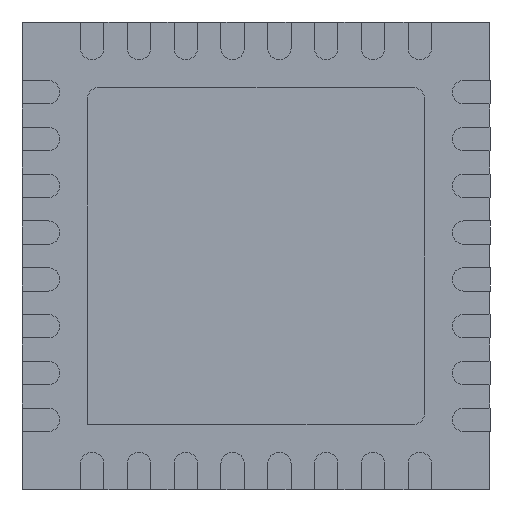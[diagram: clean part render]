
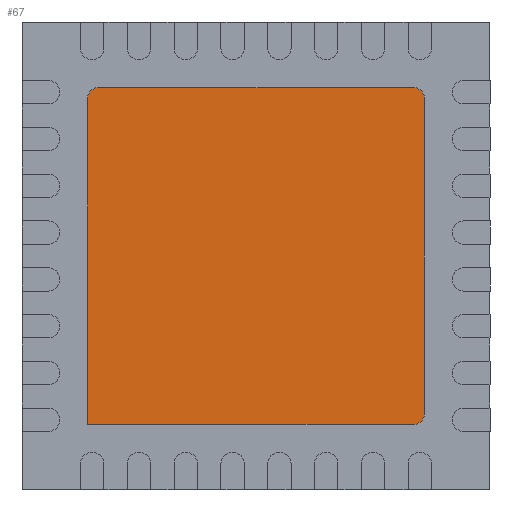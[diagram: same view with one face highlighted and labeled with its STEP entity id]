
A CAD part, front view. The second image highlights one B-rep face of the part: STEP entity #67.
In plain terms, the highlighted planar face has unit normal (0, -1, 0).
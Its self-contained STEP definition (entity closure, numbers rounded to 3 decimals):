
#20 = CARTESIAN_POINT ( 'NONE',  ( -1.8, -0.025, -1.8 ) ) ;
#67 = ADVANCED_FACE ( 'N', ( #10515 ), #5115, .T. ) ;
#98 = CARTESIAN_POINT ( 'NONE',  ( 1.8, -0.025, -1.711 ) ) ;
#317 = LINE ( 'NONE', #20, #5084 ) ;
#685 = ORIENTED_EDGE ( 'NONE', *, *, #7461, .F. ) ;
#913 = CARTESIAN_POINT ( 'NONE',  ( 1.68, -0.025, 1.8 ) ) ;
#946 = LINE ( 'NONE', #7020, #5712 ) ;
#951 = EDGE_CURVE ( 'NONE', #5093, #10976, #6733, .T. ) ;
#1083 = B_SPLINE_CURVE_WITH_KNOTS ( 'NONE', 3,
 ( #9500, #2874, #8554, #3832, #10456, #4801 ),
 .UNSPECIFIED., .F., .F.,
 ( 4, 2, 4 ),
 ( 0., 0.5, 1. ),
 .UNSPECIFIED. ) ;
#1148 = CARTESIAN_POINT ( 'NONE',  ( 1.8, -0.025, -1.68 ) ) ;
#1187 = CARTESIAN_POINT ( 'NONE',  ( -1.8, -0.025, -1.8 ) ) ;
#1609 = B_SPLINE_CURVE_WITH_KNOTS ( 'NONE', 3,
 ( #1148, #98, #9694, #4016, #10632, #4983 ),
 .UNSPECIFIED., .F., .F.,
 ( 4, 2, 4 ),
 ( 0., 0.5, 1. ),
 .UNSPECIFIED. ) ;
#1625 = AXIS2_PLACEMENT_3D ( 'NONE', #8968, #3296, #9926 ) ;
#1656 = CARTESIAN_POINT ( 'NONE',  ( -1.8, -0.025, 1.68 ) ) ;
#1831 = VERTEX_POINT ( 'NONE', #2331 ) ;
#1861 = CARTESIAN_POINT ( 'NONE',  ( -1.711, -0.025, 1.8 ) ) ;
#2053 = EDGE_CURVE ( 'NONE', #5837, #10045, #1083, .T. ) ;
#2331 = CARTESIAN_POINT ( 'NONE',  ( 1.68, -0.025, -1.8 ) ) ;
#2654 = LINE ( 'NONE', #7505, #7673 ) ;
#2874 = CARTESIAN_POINT ( 'NONE',  ( 1.711, -0.025, 1.8 ) ) ;
#3075 = CARTESIAN_POINT ( 'NONE',  ( -1.68, -0.025, 1.8 ) ) ;
#3296 = DIRECTION ( 'NONE',  ( 0., -1., 0. ) ) ;
#3828 = ORIENTED_EDGE ( 'NONE', *, *, #9196, .T. ) ;
#3832 = CARTESIAN_POINT ( 'NONE',  ( 1.787, -0.025, 1.743 ) ) ;
#4016 = CARTESIAN_POINT ( 'NONE',  ( 1.743, -0.025, -1.787 ) ) ;
#4694 = CARTESIAN_POINT ( 'NONE',  ( -1.8, -0.025, 1.68 ) ) ;
#4801 = CARTESIAN_POINT ( 'NONE',  ( 1.8, -0.025, 1.68 ) ) ;
#4983 = CARTESIAN_POINT ( 'NONE',  ( 1.68, -0.025, -1.8 ) ) ;
#5084 = VECTOR ( 'NONE', #5749, 1000. ) ;
#5093 = VERTEX_POINT ( 'NONE', #1656 ) ;
#5115 = PLANE ( 'NONE',  #1625 ) ;
#5234 = EDGE_LOOP ( 'NONE', ( #8929, #6616, #11037, #6352, #11449, #685, #3828 ) ) ;
#5712 = VECTOR ( 'NONE', #7965, 1000. ) ;
#5749 = DIRECTION ( 'NONE',  ( 1., 0., 0. ) ) ;
#5837 = VERTEX_POINT ( 'NONE', #913 ) ;
#6319 = VERTEX_POINT ( 'NONE', #1187 ) ;
#6352 = ORIENTED_EDGE ( 'NONE', *, *, #6660, .T. ) ;
#6457 = VECTOR ( 'NONE', #10621, 1000. ) ;
#6520 = CARTESIAN_POINT ( 'NONE',  ( 1.8, -0.025, 1.68 ) ) ;
#6588 = CARTESIAN_POINT ( 'NONE',  ( -1.8, -0.025, 1.711 ) ) ;
#6616 = ORIENTED_EDGE ( 'NONE', *, *, #10302, .T. ) ;
#6660 = EDGE_CURVE ( 'NONE', #5093, #6319, #2654, .T. ) ;
#6733 = B_SPLINE_CURVE_WITH_KNOTS ( 'NONE', 3,
 ( #4694, #6588, #12260, #7536, #1861, #8489 ),
 .UNSPECIFIED., .F., .F.,
 ( 4, 2, 4 ),
 ( 0., 0.5, 1. ),
 .UNSPECIFIED. ) ;
#7020 = CARTESIAN_POINT ( 'NONE',  ( 1.8, -0.025, -1.68 ) ) ;
#7461 = EDGE_CURVE ( 'NONE', #11206, #1831, #1609, .T. ) ;
#7505 = CARTESIAN_POINT ( 'NONE',  ( -1.8, -0.025, 1.68 ) ) ;
#7536 = CARTESIAN_POINT ( 'NONE',  ( -1.743, -0.025, 1.787 ) ) ;
#7673 = VECTOR ( 'NONE', #11224, 1000. ) ;
#7965 = DIRECTION ( 'NONE',  ( 0., 0., 1. ) ) ;
#8489 = CARTESIAN_POINT ( 'NONE',  ( -1.68, -0.025, 1.8 ) ) ;
#8554 = CARTESIAN_POINT ( 'NONE',  ( 1.743, -0.025, 1.787 ) ) ;
#8929 = ORIENTED_EDGE ( 'NONE', *, *, #2053, .F. ) ;
#8968 = CARTESIAN_POINT ( 'NONE',  ( -1.8, -0.025, 1.8 ) ) ;
#9010 = CARTESIAN_POINT ( 'NONE',  ( 1.8, -0.025, -1.68 ) ) ;
#9196 = EDGE_CURVE ( 'NONE', #11206, #10045, #946, .T. ) ;
#9500 = CARTESIAN_POINT ( 'NONE',  ( 1.68, -0.025, 1.8 ) ) ;
#9685 = CARTESIAN_POINT ( 'NONE',  ( 1.68, -0.025, 1.8 ) ) ;
#9694 = CARTESIAN_POINT ( 'NONE',  ( 1.787, -0.025, -1.743 ) ) ;
#9926 = DIRECTION ( 'NONE',  ( 0., 0., -1. ) ) ;
#10045 = VERTEX_POINT ( 'NONE', #6520 ) ;
#10302 = EDGE_CURVE ( 'NONE', #5837, #10976, #11174, .T. ) ;
#10456 = CARTESIAN_POINT ( 'NONE',  ( 1.8, -0.025, 1.711 ) ) ;
#10515 = FACE_OUTER_BOUND ( 'NONE', #5234, .T. ) ;
#10621 = DIRECTION ( 'NONE',  ( -1., 0., 0. ) ) ;
#10632 = CARTESIAN_POINT ( 'NONE',  ( 1.711, -0.025, -1.8 ) ) ;
#10976 = VERTEX_POINT ( 'NONE', #3075 ) ;
#11037 = ORIENTED_EDGE ( 'NONE', *, *, #951, .F. ) ;
#11174 = LINE ( 'NONE', #9685, #6457 ) ;
#11206 = VERTEX_POINT ( 'NONE', #9010 ) ;
#11224 = DIRECTION ( 'NONE',  ( 0., 0., -1. ) ) ;
#11449 = ORIENTED_EDGE ( 'NONE', *, *, #12052, .T. ) ;
#12052 = EDGE_CURVE ( 'NONE', #6319, #1831, #317, .T. ) ;
#12260 = CARTESIAN_POINT ( 'NONE',  ( -1.787, -0.025, 1.743 ) ) ;
